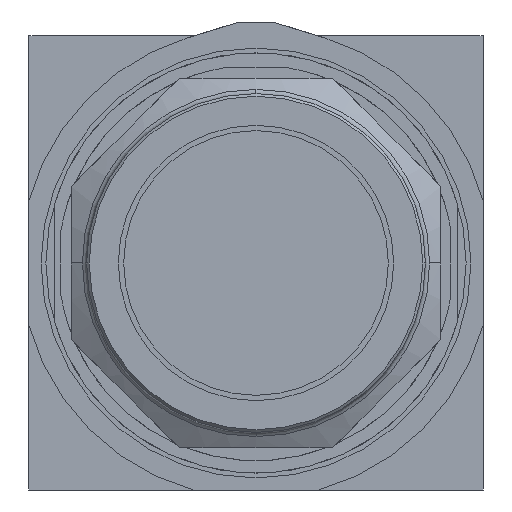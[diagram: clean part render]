
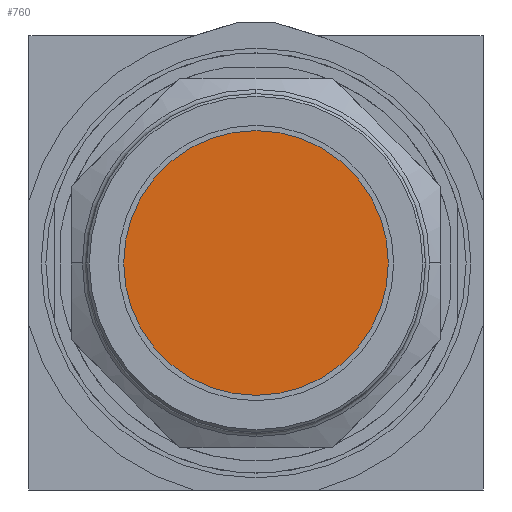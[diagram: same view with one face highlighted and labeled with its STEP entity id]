
A CAD part, front view. The second image highlights one B-rep face of the part: STEP entity #760.
In plain terms, the highlighted planar face has unit normal (0, -1, 0).
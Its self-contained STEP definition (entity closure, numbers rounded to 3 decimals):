
#740=CARTESIAN_POINT('POINT591',(12.5,-20.066,
   0.));
#741=VERTEX_POINT('VERTEX591',#740);
#742=CARTESIAN_POINT('POINT592',(-12.5,-20.066,
   0.));
#743=VERTEX_POINT('VERTEX592',#742);
#744=CARTESIAN_POINT('POS912',(0.,-20.066,
   0.));
#745=DIRECTION('DIR1335',(0.,1.,
   0.));
#746=DIRECTION('DIR1336',(1.,0.,0.));
#747=AXIS2_PLACEMENT_3D('AXIS424',#744,#745,#746);
#748=CIRCLE('ELLIPSE198',#747,12.5);
#749=EDGE_CURVE('EDGE904',#741,#743,#748,.T.);
#750=ORIENTED_EDGE('COEDGE1807',*,*,#749,.F.);
#751=EDGE_CURVE('EDGE905',#743,#741,#748,.T.);
#752=ORIENTED_EDGE('COEDGE1808',*,*,#751,.F.);
#753=EDGE_LOOP('NONE',(#750,#752));
#754=FACE_BOUND('LOOP1',#753,.T.);
#755=CARTESIAN_POINT('POS913',(6.25,-20.066,
   0.));
#756=DIRECTION('DIR1337',(0.,-1.,
   0.));
#757=DIRECTION('DIR1338',(1.,0.,
   0.));
#758=AXIS2_PLACEMENT_3D('AXIS425',#755,#756,#757);
#759=PLANE('PLANE147',#758);
#760=ADVANCED_FACE('FACE339',(#754),#759,.T.);
